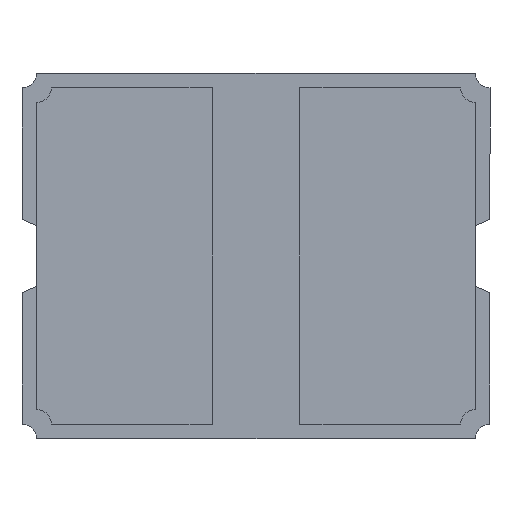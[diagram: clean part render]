
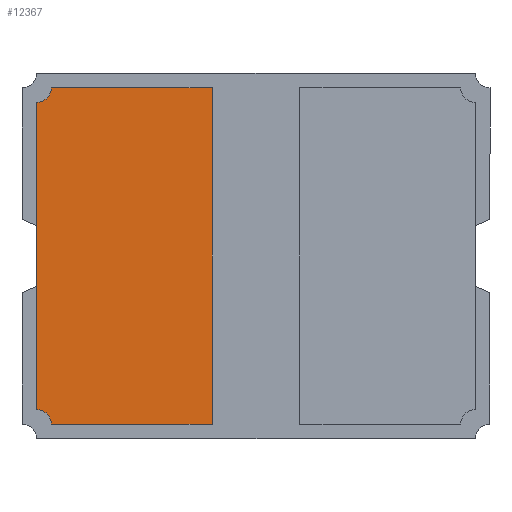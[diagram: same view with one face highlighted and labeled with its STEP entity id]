
A CAD part, front view. The second image highlights one B-rep face of the part: STEP entity #12367.
In plain terms, the highlighted planar face has unit normal (0, -1, 0).
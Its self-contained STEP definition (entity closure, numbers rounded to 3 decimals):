
#13 = ORIENTED_EDGE ( 'NONE', *, *, #5198, .F. ) ;
#41 = CARTESIAN_POINT ( 'NONE',  ( -1.5, 0., -1.05 ) ) ;
#119 = DIRECTION ( 'NONE',  ( 1., 0., 0. ) ) ;
#692 = DIRECTION ( 'NONE',  ( 0., 0., 1. ) ) ;
#721 = CARTESIAN_POINT ( 'NONE',  ( -1.4, 0., -1.15 ) ) ;
#1376 = ORIENTED_EDGE ( 'NONE', *, *, #8534, .F. ) ;
#1597 = ORIENTED_EDGE ( 'NONE', *, *, #9161, .F. ) ;
#1676 = EDGE_CURVE ( 'NONE', #10909, #12549, #11805, .T. ) ;
#1766 = DIRECTION ( 'NONE',  ( -1., 0., 0. ) ) ;
#1898 = DIRECTION ( 'NONE',  ( 0., 0., -1. ) ) ;
#1978 = LINE ( 'NONE', #13208, #2945 ) ;
#2891 = CARTESIAN_POINT ( 'NONE',  ( -0.3, 0., 1.15 ) ) ;
#2945 = VECTOR ( 'NONE', #11111, 1000. ) ;
#3254 = VECTOR ( 'NONE', #1898, 1000. ) ;
#3395 = EDGE_LOOP ( 'NONE', ( #13, #1597, #1376, #8304, #3683, #13554 ) ) ;
#3657 = DIRECTION ( 'NONE',  ( 0., 0., 1. ) ) ;
#3683 = ORIENTED_EDGE ( 'NONE', *, *, #1676, .F. ) ;
#4047 = VERTEX_POINT ( 'NONE', #5469 ) ;
#4508 = EDGE_CURVE ( 'NONE', #12549, #6954, #7041, .T. ) ;
#4836 = FACE_OUTER_BOUND ( 'NONE', #3395, .T. ) ;
#5198 = EDGE_CURVE ( 'NONE', #4047, #12726, #7001, .T. ) ;
#5390 = AXIS2_PLACEMENT_3D ( 'NONE', #11994, #6816, #3657 ) ;
#5469 = CARTESIAN_POINT ( 'NONE',  ( -1.4, 0., -1.15 ) ) ;
#5715 = DIRECTION ( 'NONE',  ( 0., -1., 0. ) ) ;
#5890 = AXIS2_PLACEMENT_3D ( 'NONE', #5957, #10127, #692 ) ;
#5957 = CARTESIAN_POINT ( 'NONE',  ( -1.5, 0., -1.15 ) ) ;
#6070 = VECTOR ( 'NONE', #119, 1000. ) ;
#6522 = CARTESIAN_POINT ( 'NONE',  ( -1.4, 0., 1.15 ) ) ;
#6613 = EDGE_CURVE ( 'NONE', #12726, #10909, #1978, .T. ) ;
#6816 = DIRECTION ( 'NONE',  ( 0., 1., 0. ) ) ;
#6954 = VERTEX_POINT ( 'NONE', #2891 ) ;
#7001 = CIRCLE ( 'NONE', #5890, 0.1 ) ;
#7041 = LINE ( 'NONE', #6522, #6070 ) ;
#7681 = LINE ( 'NONE', #8147, #3254 ) ;
#7768 = CARTESIAN_POINT ( 'NONE',  ( -1.5, 0., 1.15 ) ) ;
#8147 = CARTESIAN_POINT ( 'NONE',  ( -0.3, 0., -1.15 ) ) ;
#8304 = ORIENTED_EDGE ( 'NONE', *, *, #4508, .F. ) ;
#8469 = CARTESIAN_POINT ( 'NONE',  ( -0.3, 0., -1.15 ) ) ;
#8534 = EDGE_CURVE ( 'NONE', #6954, #13143, #7681, .T. ) ;
#8902 = LINE ( 'NONE', #721, #12658 ) ;
#8967 = CARTESIAN_POINT ( 'NONE',  ( -1.5, 0., 1.05 ) ) ;
#9161 = EDGE_CURVE ( 'NONE', #13143, #4047, #8902, .T. ) ;
#9929 = PLANE ( 'NONE',  #5390 ) ;
#10127 = DIRECTION ( 'NONE',  ( 0., -1., 0. ) ) ;
#10421 = AXIS2_PLACEMENT_3D ( 'NONE', #7768, #5715, #12951 ) ;
#10909 = VERTEX_POINT ( 'NONE', #8967 ) ;
#11111 = DIRECTION ( 'NONE',  ( 0., 0., 1. ) ) ;
#11113 = CARTESIAN_POINT ( 'NONE',  ( -1.4, 0., 1.15 ) ) ;
#11805 = CIRCLE ( 'NONE', #10421, 0.1 ) ;
#11994 = CARTESIAN_POINT ( 'NONE',  ( -1.5, 0., -1.15 ) ) ;
#12367 = ADVANCED_FACE ( 'NONE', ( #4836 ), #9929, .F. ) ;
#12549 = VERTEX_POINT ( 'NONE', #11113 ) ;
#12658 = VECTOR ( 'NONE', #1766, 1000. ) ;
#12726 = VERTEX_POINT ( 'NONE', #41 ) ;
#12951 = DIRECTION ( 'NONE',  ( 0., 0., 1. ) ) ;
#13143 = VERTEX_POINT ( 'NONE', #8469 ) ;
#13208 = CARTESIAN_POINT ( 'NONE',  ( -1.5, 0., -1.05 ) ) ;
#13554 = ORIENTED_EDGE ( 'NONE', *, *, #6613, .F. ) ;
